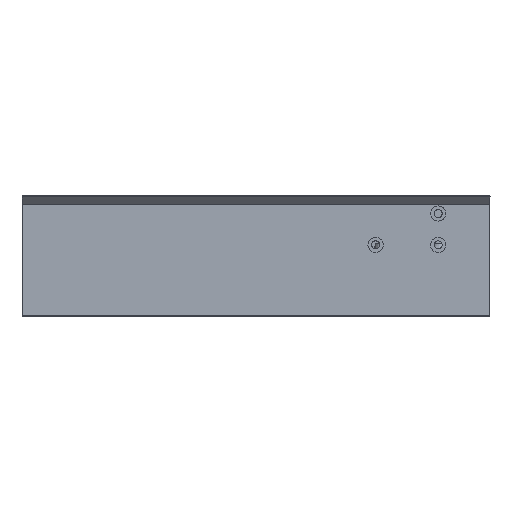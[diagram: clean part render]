
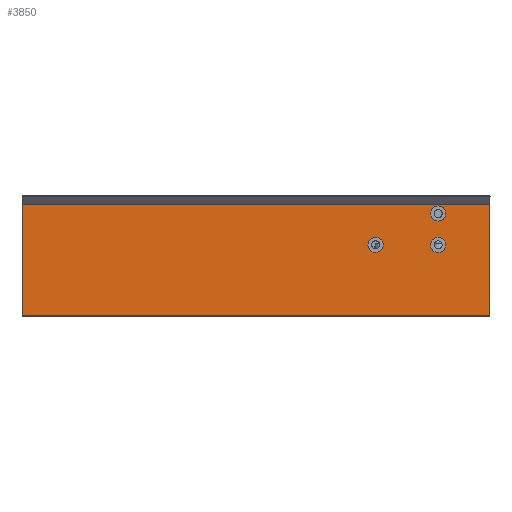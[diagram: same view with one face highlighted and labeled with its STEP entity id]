
A CAD part, top view. The second image highlights one B-rep face of the part: STEP entity #3850.
In plain terms, the highlighted planar face has unit normal (0, 0, 1).
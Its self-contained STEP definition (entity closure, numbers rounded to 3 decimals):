
#219=CARTESIAN_POINT('',(-0.941,264.624,567.032));
#220=VERTEX_POINT('',#219);
#227=CARTESIAN_POINT('',(-185.977,264.65,567.032));
#228=VERTEX_POINT('',#227);
#229=CARTESIAN_POINT('',(-185.977,264.65,567.032));
#230=DIRECTION('',(1.,0.,-0.));
#231=VECTOR('',#230,185.036);
#232=LINE('',#229,#231);
#233=EDGE_CURVE('',#228,#220,#232,.T.);
#3091=CARTESIAN_POINT('',(-185.977,308.69,567.032));
#3092=VERTEX_POINT('',#3091);
#3093=CARTESIAN_POINT('',(-185.977,308.69,567.032));
#3094=DIRECTION('',(-0.,-1.,0.));
#3095=VECTOR('',#3094,44.04);
#3096=LINE('',#3093,#3095);
#3097=EDGE_CURVE('',#3092,#228,#3096,.T.);
#3767=CARTESIAN_POINT('',(2.822,302.177,567.032));
#3768=DIRECTION('',(0.,0.,1.));
#3769=DIRECTION('',(1.,0.,-0.));
#3770=AXIS2_PLACEMENT_3D('',#3767,#3768,#3769);
#3771=PLANE('',#3770);
#3772=CARTESIAN_POINT('',(-0.941,308.664,567.032));
#3773=VERTEX_POINT('',#3772);
#3774=CARTESIAN_POINT('',(-185.977,308.69,567.032));
#3775=DIRECTION('',(1.,0.,-0.));
#3776=VECTOR('',#3775,185.036);
#3777=LINE('',#3774,#3776);
#3778=EDGE_CURVE('',#3092,#3773,#3777,.T.);
#3779=ORIENTED_EDGE('',*,*,#3778,.F.);
#3780=ORIENTED_EDGE('',*,*,#3097,.T.);
#3781=ORIENTED_EDGE('',*,*,#233,.T.);
#3782=CARTESIAN_POINT('',(-0.941,308.664,567.032));
#3783=DIRECTION('',(-0.,-1.,0.));
#3784=VECTOR('',#3783,44.04);
#3785=LINE('',#3782,#3784);
#3786=EDGE_CURVE('',#3773,#220,#3785,.T.);
#3787=ORIENTED_EDGE('',*,*,#3786,.F.);
#3788=EDGE_LOOP('',(#3779,#3780,#3781,#3787));
#3789=FACE_BOUND('',#3788,.T.);
#3790=CARTESIAN_POINT('',(-21.438,308.123,567.032));
#3791=VERTEX_POINT('',#3790);
#3792=CARTESIAN_POINT('',(-18.438,305.123,567.032));
#3793=VERTEX_POINT('',#3792);
#3794=CARTESIAN_POINT('',(-21.438,305.123,567.032));
#3795=DIRECTION('',(0.,0.,1.));
#3796=DIRECTION('',(1.,0.,-0.));
#3797=AXIS2_PLACEMENT_3D('',#3794,#3795,#3796);
#3798=CIRCLE('',#3797,3.);
#3799=EDGE_CURVE('',#3791,#3793,#3798,.T.);
#3800=ORIENTED_EDGE('',*,*,#3799,.F.);
#3801=CARTESIAN_POINT('',(-21.438,305.123,567.032));
#3802=DIRECTION('',(0.,0.,1.));
#3803=DIRECTION('',(1.,0.,-0.));
#3804=AXIS2_PLACEMENT_3D('',#3801,#3802,#3803);
#3805=CIRCLE('',#3804,3.);
#3806=EDGE_CURVE('',#3793,#3791,#3805,.T.);
#3807=ORIENTED_EDGE('',*,*,#3806,.F.);
#3808=EDGE_LOOP('',(#3800,#3807));
#3809=FACE_BOUND('',#3808,.T.);
#3810=CARTESIAN_POINT('',(-21.438,295.723,567.032));
#3811=VERTEX_POINT('',#3810);
#3812=CARTESIAN_POINT('',(-24.243,293.787,567.032));
#3813=VERTEX_POINT('',#3812);
#3814=CARTESIAN_POINT('',(-21.438,292.723,567.032));
#3815=DIRECTION('',(0.,0.,1.));
#3816=DIRECTION('',(-0.935,0.355,0.));
#3817=AXIS2_PLACEMENT_3D('',#3814,#3815,#3816);
#3818=CIRCLE('',#3817,3.);
#3819=EDGE_CURVE('',#3811,#3813,#3818,.T.);
#3820=ORIENTED_EDGE('',*,*,#3819,.F.);
#3821=CARTESIAN_POINT('',(-21.438,292.723,567.032));
#3822=DIRECTION('',(0.,0.,1.));
#3823=DIRECTION('',(-0.935,0.355,0.));
#3824=AXIS2_PLACEMENT_3D('',#3821,#3822,#3823);
#3825=CIRCLE('',#3824,3.);
#3826=EDGE_CURVE('',#3813,#3811,#3825,.T.);
#3827=ORIENTED_EDGE('',*,*,#3826,.F.);
#3828=EDGE_LOOP('',(#3820,#3827));
#3829=FACE_BOUND('',#3828,.T.);
#3830=CARTESIAN_POINT('',(-46.188,295.723,567.032));
#3831=VERTEX_POINT('',#3830);
#3832=CARTESIAN_POINT('',(-48.857,294.091,567.032));
#3833=VERTEX_POINT('',#3832);
#3834=CARTESIAN_POINT('',(-46.188,292.723,567.032));
#3835=DIRECTION('',(0.,0.,1.));
#3836=DIRECTION('',(-0.89,0.456,0.));
#3837=AXIS2_PLACEMENT_3D('',#3834,#3835,#3836);
#3838=CIRCLE('',#3837,3.);
#3839=EDGE_CURVE('',#3831,#3833,#3838,.T.);
#3840=ORIENTED_EDGE('',*,*,#3839,.F.);
#3841=CARTESIAN_POINT('',(-46.188,292.723,567.032));
#3842=DIRECTION('',(0.,0.,1.));
#3843=DIRECTION('',(-0.89,0.456,0.));
#3844=AXIS2_PLACEMENT_3D('',#3841,#3842,#3843);
#3845=CIRCLE('',#3844,3.);
#3846=EDGE_CURVE('',#3833,#3831,#3845,.T.);
#3847=ORIENTED_EDGE('',*,*,#3846,.F.);
#3848=EDGE_LOOP('',(#3840,#3847));
#3849=FACE_BOUND('',#3848,.T.);
#3850=ADVANCED_FACE('',(#3789,#3809,#3829,#3849),#3771,.T.);
